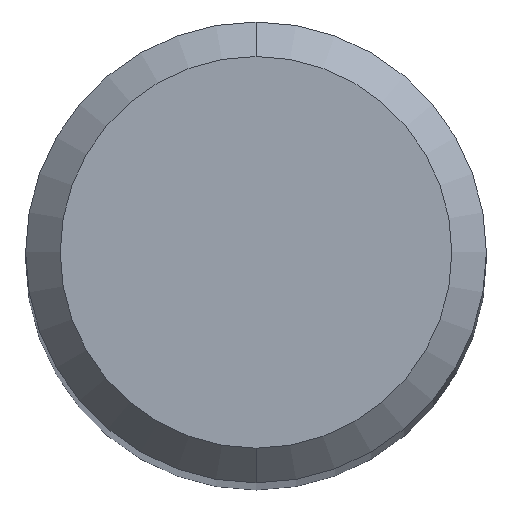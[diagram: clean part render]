
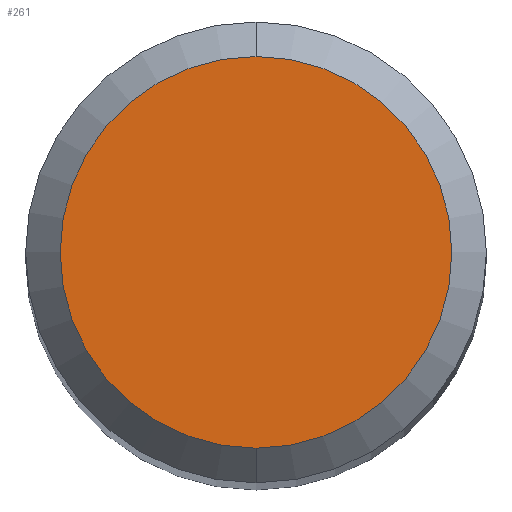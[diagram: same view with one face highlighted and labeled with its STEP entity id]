
A CAD part, top view. The second image highlights one B-rep face of the part: STEP entity #261.
In plain terms, the highlighted planar face has unit normal (0, 0, 1).
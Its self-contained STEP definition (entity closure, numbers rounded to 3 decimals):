
#261=ADVANCED_FACE('',(#577),#578,.T.);
#267=EDGE_CURVE('',#457,#461,#586,.T.);
#377=EDGE_CURVE('',#461,#457,#706,.T.);
#457=VERTEX_POINT('',#794);
#461=VERTEX_POINT('',#798);
#577=FACE_OUTER_BOUND('',#982,.T.);
#578=PLANE('',#983);
#586=CIRCLE('',#992,1.7);
#706=CIRCLE('',#1289,1.7);
#794=CARTESIAN_POINT('',(0.0,1.7,0.0));
#798=CARTESIAN_POINT('',(0.,-1.7,0.0));
#982=EDGE_LOOP('',(#1544,#1545));
#983=AXIS2_PLACEMENT_3D('',#1546,#1547,#1548);
#992=AXIS2_PLACEMENT_3D('',#1565,#1566,#1567);
#1289=AXIS2_PLACEMENT_3D('',#1694,#1695,#1696);
#1544=ORIENTED_EDGE('',*,*,#267,.F.);
#1545=ORIENTED_EDGE('',*,*,#377,.F.);
#1546=CARTESIAN_POINT('',(0.0,0.85,0.0));
#1547=DIRECTION('',(-0.0,0.0,1.0));
#1548=DIRECTION('',(0.0,-1.0,0.0));
#1565=CARTESIAN_POINT('',(0.0,0.0,0.0));
#1566=DIRECTION('',(0.0,0.0,-1.0));
#1567=DIRECTION('',(0.0,1.0,0.0));
#1694=CARTESIAN_POINT('',(0.0,0.0,0.0));
#1695=DIRECTION('',(0.0,0.0,-1.0));
#1696=DIRECTION('',(0.0,1.0,0.0));
